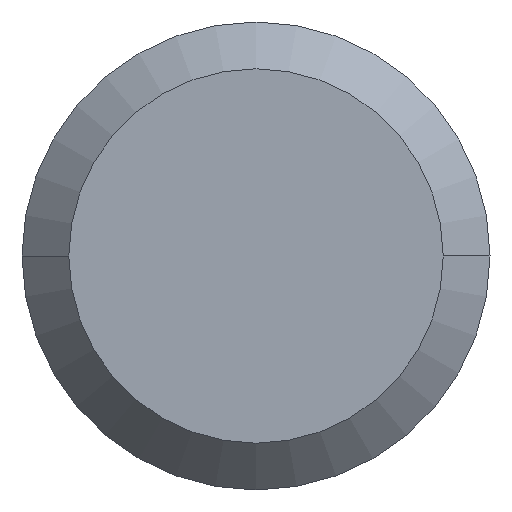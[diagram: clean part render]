
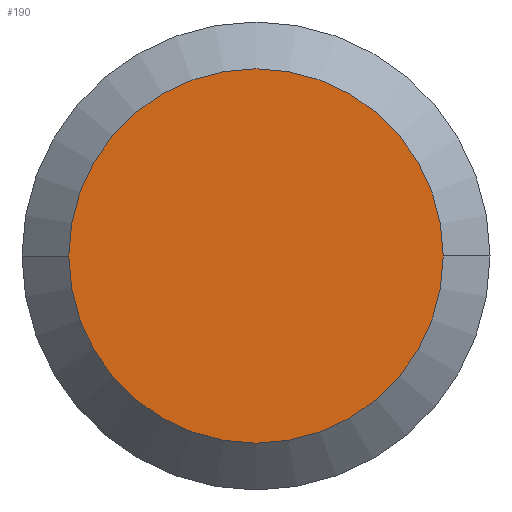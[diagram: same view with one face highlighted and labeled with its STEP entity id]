
A CAD part, left-side view. The second image highlights one B-rep face of the part: STEP entity #190.
In plain terms, the highlighted planar face has unit normal (-1, 0, 0).
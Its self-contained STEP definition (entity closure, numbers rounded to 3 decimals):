
#31 = VERTEX_POINT ( 'NONE', #249 ) ;
#40 = DIRECTION ( 'NONE',  ( -1., 0., 0. ) ) ;
#63 = DIRECTION ( 'NONE',  ( 0., 1., 0. ) ) ;
#71 = DIRECTION ( 'NONE',  ( 1., 0., 0. ) ) ;
#89 = AXIS2_PLACEMENT_3D ( 'NONE', #275, #352, #63 ) ;
#96 = CARTESIAN_POINT ( 'NONE',  ( -58., 0., 0. ) ) ;
#115 = EDGE_CURVE ( 'NONE', #31, #140, #218, .T. ) ;
#126 = DIRECTION ( 'NONE',  ( 0., 1., 0. ) ) ;
#136 = CARTESIAN_POINT ( 'NONE',  ( -58., 3.2, 0. ) ) ;
#140 = VERTEX_POINT ( 'NONE', #136 ) ;
#141 = ORIENTED_EDGE ( 'NONE', *, *, #292, .F. ) ;
#150 = FACE_OUTER_BOUND ( 'NONE', #290, .T. ) ;
#190 = ADVANCED_FACE ( 'NONE', ( #150 ), #300, .T. ) ;
#199 = ORIENTED_EDGE ( 'NONE', *, *, #115, .F. ) ;
#201 = CIRCLE ( 'NONE', #89, 3.2 ) ;
#218 = CIRCLE ( 'NONE', #288, 3.2 ) ;
#249 = CARTESIAN_POINT ( 'NONE',  ( -58., -3.2, 0. ) ) ;
#275 = CARTESIAN_POINT ( 'NONE',  ( -58., 0., 0. ) ) ;
#288 = AXIS2_PLACEMENT_3D ( 'NONE', #96, #71, #126 ) ;
#290 = EDGE_LOOP ( 'NONE', ( #141, #199 ) ) ;
#292 = EDGE_CURVE ( 'NONE', #140, #31, #201, .T. ) ;
#300 = PLANE ( 'NONE',  #363 ) ;
#318 = CARTESIAN_POINT ( 'NONE',  ( -58., 0., 0. ) ) ;
#342 = DIRECTION ( 'NONE',  ( 0., -1., 0. ) ) ;
#352 = DIRECTION ( 'NONE',  ( 1., 0., 0. ) ) ;
#363 = AXIS2_PLACEMENT_3D ( 'NONE', #318, #40, #342 ) ;
